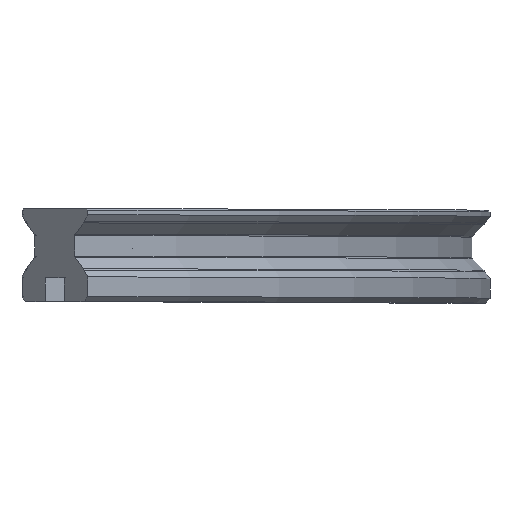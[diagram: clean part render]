
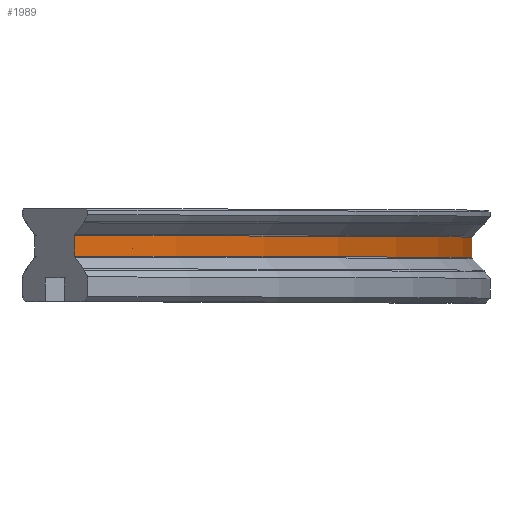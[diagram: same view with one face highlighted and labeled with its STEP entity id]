
A CAD part, top view. The second image highlights one B-rep face of the part: STEP entity #1989.
In plain terms, the highlighted cylindrical face has radius 408.5 mm (diameter 817 mm), a partial arc.
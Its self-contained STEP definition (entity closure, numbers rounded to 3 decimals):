
#79 = LINE ( 'NONE', #1160, #1528 ) ;
#84 = DIRECTION ( 'NONE',  ( 0.707, 0., 0.707 ) ) ;
#198 = CIRCLE ( 'NONE', #2062, 408.5 ) ;
#209 = VERTEX_POINT ( 'NONE', #1594 ) ;
#474 = CYLINDRICAL_SURFACE ( 'NONE', #2111, 408.5 ) ;
#581 = VERTEX_POINT ( 'NONE', #905 ) ;
#586 = DIRECTION ( 'NONE',  ( 0., 1., 0. ) ) ;
#660 = CARTESIAN_POINT ( 'NONE',  ( 8.5, 13.707, 0. ) ) ;
#692 = EDGE_CURVE ( 'NONE', #1879, #1059, #2175, .T. ) ;
#699 = EDGE_LOOP ( 'NONE', ( #881, #1626, #1086, #2081 ) ) ;
#701 = EDGE_CURVE ( 'NONE', #581, #209, #198, .T. ) ;
#761 = CARTESIAN_POINT ( 'NONE',  ( -400., 19.893, 0. ) ) ;
#827 = EDGE_CURVE ( 'NONE', #209, #1059, #1551, .T. ) ;
#881 = ORIENTED_EDGE ( 'NONE', *, *, #692, .F. ) ;
#905 = CARTESIAN_POINT ( 'NONE',  ( -111.147, 13.707, 288.853 ) ) ;
#956 = CARTESIAN_POINT ( 'NONE',  ( 8.5, 19.893, 0. ) ) ;
#994 = DIRECTION ( 'NONE',  ( 0., 0., 1. ) ) ;
#1059 = VERTEX_POINT ( 'NONE', #956 ) ;
#1086 = ORIENTED_EDGE ( 'NONE', *, *, #701, .T. ) ;
#1134 = CARTESIAN_POINT ( 'NONE',  ( -111.147, 19.893, 288.853 ) ) ;
#1160 = CARTESIAN_POINT ( 'NONE',  ( -111.147, 13.707, 288.853 ) ) ;
#1178 = AXIS2_PLACEMENT_3D ( 'NONE', #761, #586, #84 ) ;
#1359 = DIRECTION ( 'NONE',  ( 0., 1., 0. ) ) ;
#1361 = EDGE_CURVE ( 'NONE', #581, #1879, #79, .T. ) ;
#1484 = DIRECTION ( 'NONE',  ( 0., 1., 0. ) ) ;
#1499 = DIRECTION ( 'NONE',  ( 0.707, 0., 0.707 ) ) ;
#1519 = CARTESIAN_POINT ( 'NONE',  ( -400., 0., 0. ) ) ;
#1528 = VECTOR ( 'NONE', #1835, 1000. ) ;
#1551 = LINE ( 'NONE', #660, #1667 ) ;
#1594 = CARTESIAN_POINT ( 'NONE',  ( 8.5, 13.707, 0. ) ) ;
#1626 = ORIENTED_EDGE ( 'NONE', *, *, #1361, .F. ) ;
#1667 = VECTOR ( 'NONE', #1359, 1000. ) ;
#1719 = DIRECTION ( 'NONE',  ( 0., 1., 0. ) ) ;
#1835 = DIRECTION ( 'NONE',  ( 0., 1., 0. ) ) ;
#1879 = VERTEX_POINT ( 'NONE', #1134 ) ;
#1969 = CARTESIAN_POINT ( 'NONE',  ( -400., 13.707, 0. ) ) ;
#1989 = ADVANCED_FACE ( 'NONE', ( #2237 ), #474, .T. ) ;
#2062 = AXIS2_PLACEMENT_3D ( 'NONE', #1969, #1484, #1499 ) ;
#2081 = ORIENTED_EDGE ( 'NONE', *, *, #827, .T. ) ;
#2111 = AXIS2_PLACEMENT_3D ( 'NONE', #1519, #1719, #994 ) ;
#2175 = CIRCLE ( 'NONE', #1178, 408.5 ) ;
#2237 = FACE_OUTER_BOUND ( 'NONE', #699, .T. ) ;
